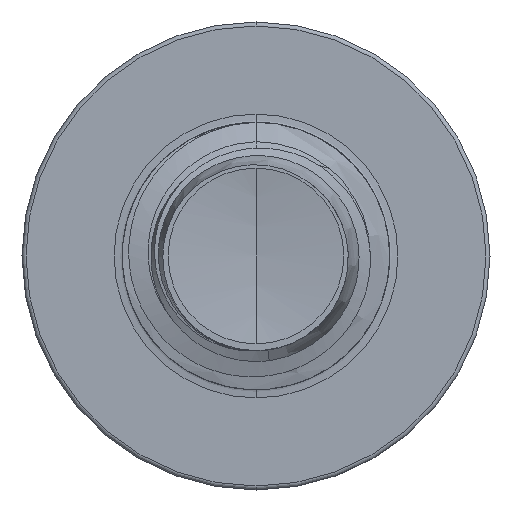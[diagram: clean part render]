
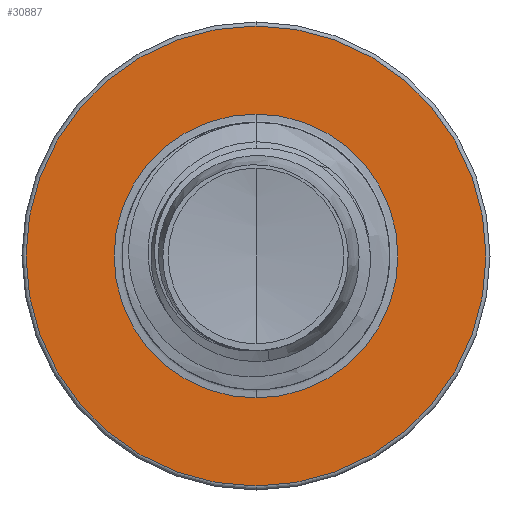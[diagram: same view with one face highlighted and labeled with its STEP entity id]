
A CAD part, front view. The second image highlights one B-rep face of the part: STEP entity #30887.
In plain terms, the highlighted planar face has unit normal (0, -1, 0).
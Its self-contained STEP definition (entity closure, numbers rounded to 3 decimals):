
#876 = CIRCLE ( 'NONE', #32087, 3.186 ) ;
#3482 = EDGE_LOOP ( 'NONE', ( #56997, #28662 ) ) ;
#7024 = AXIS2_PLACEMENT_3D ( 'NONE', #36875, #8611, #41277 ) ;
#8611 = DIRECTION ( 'NONE',  ( 0., 1., 0. ) ) ;
#11053 = PLANE ( 'NONE',  #27209 ) ;
#11981 = DIRECTION ( 'NONE',  ( 0., 1., 0. ) ) ;
#12638 = CARTESIAN_POINT ( 'NONE',  ( 0., 35., 0. ) ) ;
#13150 = CIRCLE ( 'NONE', #16460, 3.186 ) ;
#15554 = VERTEX_POINT ( 'NONE', #57795 ) ;
#16460 = AXIS2_PLACEMENT_3D ( 'NONE', #39792, #11981, #44172 ) ;
#17643 = DIRECTION ( 'NONE',  ( 0., 0., 1. ) ) ;
#17864 = CARTESIAN_POINT ( 'NONE',  ( 0., 35., 0. ) ) ;
#19915 = ORIENTED_EDGE ( 'NONE', *, *, #43993, .T. ) ;
#20815 = VERTEX_POINT ( 'NONE', #60053 ) ;
#21040 = DIRECTION ( 'NONE',  ( 0., 0., 1. ) ) ;
#22690 = DIRECTION ( 'NONE',  ( 0., 0., 1. ) ) ;
#27209 = AXIS2_PLACEMENT_3D ( 'NONE', #43356, #47800, #21040 ) ;
#28253 = FACE_OUTER_BOUND ( 'NONE', #3482, .T. ) ;
#28662 = ORIENTED_EDGE ( 'NONE', *, *, #39997, .F. ) ;
#30887 = ADVANCED_FACE ( 'NONE', ( #28253, #41319 ), #11053, .F. ) ;
#31372 = CARTESIAN_POINT ( 'NONE',  ( 0., 35., -5.16 ) ) ;
#32087 = AXIS2_PLACEMENT_3D ( 'NONE', #17864, #49343, #22690 ) ;
#33251 = EDGE_LOOP ( 'NONE', ( #19915, #35379 ) ) ;
#33653 = VERTEX_POINT ( 'NONE', #31372 ) ;
#35379 = ORIENTED_EDGE ( 'NONE', *, *, #43303, .T. ) ;
#35756 = AXIS2_PLACEMENT_3D ( 'NONE', #12638, #44718, #17643 ) ;
#36875 = CARTESIAN_POINT ( 'NONE',  ( 0., 35., 0. ) ) ;
#37147 = CIRCLE ( 'NONE', #7024, 5.16 ) ;
#39327 = EDGE_CURVE ( 'NONE', #15554, #33653, #37147, .T. ) ;
#39792 = CARTESIAN_POINT ( 'NONE',  ( 0., 35., 0. ) ) ;
#39997 = EDGE_CURVE ( 'NONE', #33653, #15554, #59792, .T. ) ;
#41277 = DIRECTION ( 'NONE',  ( 0., 0., 1. ) ) ;
#41319 = FACE_BOUND ( 'NONE', #33251, .T. ) ;
#41979 = CARTESIAN_POINT ( 'NONE',  ( 0., 35., -3.186 ) ) ;
#43303 = EDGE_CURVE ( 'NONE', #44791, #20815, #13150, .T. ) ;
#43356 = CARTESIAN_POINT ( 'NONE',  ( 0., 35., -3.186 ) ) ;
#43993 = EDGE_CURVE ( 'NONE', #20815, #44791, #876, .T. ) ;
#44172 = DIRECTION ( 'NONE',  ( 0., 0., 1. ) ) ;
#44718 = DIRECTION ( 'NONE',  ( 0., 1., 0. ) ) ;
#44791 = VERTEX_POINT ( 'NONE', #41979 ) ;
#47800 = DIRECTION ( 'NONE',  ( 0., 1., 0. ) ) ;
#49343 = DIRECTION ( 'NONE',  ( 0., 1., 0. ) ) ;
#56997 = ORIENTED_EDGE ( 'NONE', *, *, #39327, .F. ) ;
#57795 = CARTESIAN_POINT ( 'NONE',  ( 0., 35., 5.16 ) ) ;
#59792 = CIRCLE ( 'NONE', #35756, 5.16 ) ;
#60053 = CARTESIAN_POINT ( 'NONE',  ( 0., 35., 3.186 ) ) ;
